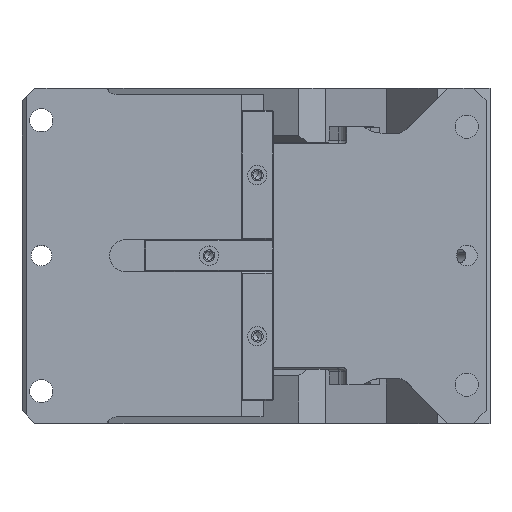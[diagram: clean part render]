
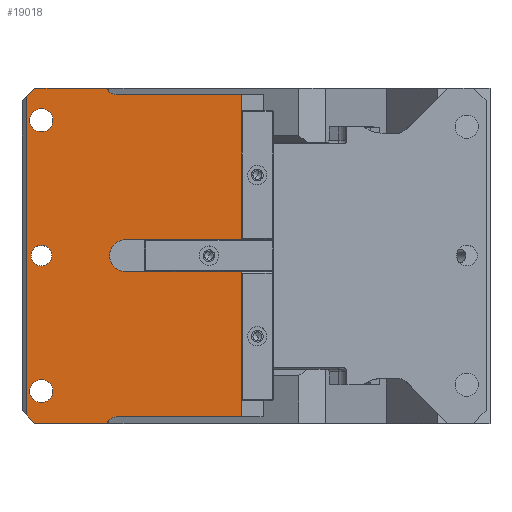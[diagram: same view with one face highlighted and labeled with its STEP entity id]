
A CAD part, top view. The second image highlights one B-rep face of the part: STEP entity #19018.
In plain terms, the highlighted planar face has unit normal (0, 0, 1).
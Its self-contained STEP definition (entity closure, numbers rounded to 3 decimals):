
#17844=CARTESIAN_POINT('Line Origine',(-316.5,0.,215.)) ;
#17848=CARTESIAN_POINT('Vertex',(-316.5,123.5,215.)) ;
#17850=CARTESIAN_POINT('Vertex',(-316.5,-123.5,215.)) ;
#17885=CARTESIAN_POINT('Vertex',(-310.,-130.,215.)) ;
#17888=CARTESIAN_POINT('Line Origine',(-315.,-125.,215.)) ;
#18571=CARTESIAN_POINT('Line Origine',(-315.,125.,215.)) ;
#18575=CARTESIAN_POINT('Vertex',(-310.,130.,215.)) ;
#18860=CARTESIAN_POINT('Axis2P3D Location',(-335.,0.,215.)) ;
#18865=CARTESIAN_POINT('Line Origine',(-282.208,130.,215.)) ;
#18869=CARTESIAN_POINT('Vertex',(-254.416,130.,215.)) ;
#18872=CARTESIAN_POINT('Line Origine',(-282.208,-130.,215.)) ;
#18876=CARTESIAN_POINT('Vertex',(-254.416,-130.,215.)) ;
#18879=CARTESIAN_POINT('Axis2P3D Location',(-247.,-133.,215.)) ;
#18883=CARTESIAN_POINT('Vertex',(-247.,-125.,215.)) ;
#18886=CARTESIAN_POINT('Line Origine',(-198.5,-125.,215.)) ;
#18890=CARTESIAN_POINT('Vertex',(-150.,-125.,215.)) ;
#18893=CARTESIAN_POINT('Line Origine',(-150.,-68.75,215.)) ;
#18897=CARTESIAN_POINT('Vertex',(-150.,-12.5,215.)) ;
#18900=CARTESIAN_POINT('Line Origine',(-194.75,-12.5,215.)) ;
#18904=CARTESIAN_POINT('Vertex',(-239.5,-12.5,215.)) ;
#18907=CARTESIAN_POINT('Axis2P3D Location',(-239.5,0.,215.)) ;
#18911=CARTESIAN_POINT('Vertex',(-252.,0.,215.)) ;
#18914=CARTESIAN_POINT('Axis2P3D Location',(-239.5,0.,215.)) ;
#18918=CARTESIAN_POINT('Vertex',(-239.5,12.5,215.)) ;
#18921=CARTESIAN_POINT('Line Origine',(-194.75,12.5,215.)) ;
#18925=CARTESIAN_POINT('Vertex',(-150.,12.5,215.)) ;
#18928=CARTESIAN_POINT('Line Origine',(-150.,68.75,215.)) ;
#18932=CARTESIAN_POINT('Vertex',(-150.,125.,215.)) ;
#18935=CARTESIAN_POINT('Line Origine',(-198.5,125.,215.)) ;
#18939=CARTESIAN_POINT('Vertex',(-247.,125.,215.)) ;
#18942=CARTESIAN_POINT('Axis2P3D Location',(-247.,133.,215.)) ;
#18964=CARTESIAN_POINT('Axis2P3D Location',(-305.,105.,215.)) ;
#18968=CARTESIAN_POINT('Vertex',(-296.,105.,215.)) ;
#18970=CARTESIAN_POINT('Vertex',(-314.,105.,215.)) ;
#18973=CARTESIAN_POINT('Axis2P3D Location',(-305.,105.,215.)) ;
#18982=CARTESIAN_POINT('Axis2P3D Location',(-305.,-105.,215.)) ;
#18986=CARTESIAN_POINT('Vertex',(-314.,-105.,215.)) ;
#18988=CARTESIAN_POINT('Vertex',(-296.,-105.,215.)) ;
#18991=CARTESIAN_POINT('Axis2P3D Location',(-305.,-105.,215.)) ;
#19000=CARTESIAN_POINT('Axis2P3D Location',(-305.,0.,215.)) ;
#19004=CARTESIAN_POINT('Vertex',(-313.,0.,215.)) ;
#19006=CARTESIAN_POINT('Vertex',(-297.,0.,215.)) ;
#19009=CARTESIAN_POINT('Axis2P3D Location',(-305.,0.,215.)) ;
#17845=DIRECTION('Vector Direction',(0.,-1.,0.)) ;
#17889=DIRECTION('Vector Direction',(0.707,-0.707,0.)) ;
#18572=DIRECTION('Vector Direction',(0.707,0.707,0.)) ;
#18861=DIRECTION('Axis2P3D Direction',(0.,0.,-1.)) ;
#18862=DIRECTION('Axis2P3D XDirection',(1.,0.,0.)) ;
#18866=DIRECTION('Vector Direction',(1.,0.,0.)) ;
#18873=DIRECTION('Vector Direction',(1.,0.,0.)) ;
#18880=DIRECTION('Axis2P3D Direction',(0.,0.,-1.)) ;
#18887=DIRECTION('Vector Direction',(-1.,0.,0.)) ;
#18894=DIRECTION('Vector Direction',(0.,1.,0.)) ;
#18901=DIRECTION('Vector Direction',(1.,0.,0.)) ;
#18908=DIRECTION('Axis2P3D Direction',(0.,0.,-1.)) ;
#18915=DIRECTION('Axis2P3D Direction',(0.,0.,-1.)) ;
#18922=DIRECTION('Vector Direction',(1.,0.,0.)) ;
#18929=DIRECTION('Vector Direction',(0.,-1.,0.)) ;
#18936=DIRECTION('Vector Direction',(-1.,0.,0.)) ;
#18943=DIRECTION('Axis2P3D Direction',(0.,0.,-1.)) ;
#18965=DIRECTION('Axis2P3D Direction',(0.,0.,-1.)) ;
#18974=DIRECTION('Axis2P3D Direction',(0.,0.,-1.)) ;
#18983=DIRECTION('Axis2P3D Direction',(0.,0.,-1.)) ;
#18992=DIRECTION('Axis2P3D Direction',(0.,0.,-1.)) ;
#19001=DIRECTION('Axis2P3D Direction',(0.,0.,-1.)) ;
#19010=DIRECTION('Axis2P3D Direction',(0.,0.,-1.)) ;
#18863=AXIS2_PLACEMENT_3D('Plane Axis2P3D',#18860,#18861,#18862) ;
#18881=AXIS2_PLACEMENT_3D('Circle Axis2P3D',#18879,#18880,$) ;
#18909=AXIS2_PLACEMENT_3D('Circle Axis2P3D',#18907,#18908,$) ;
#18916=AXIS2_PLACEMENT_3D('Circle Axis2P3D',#18914,#18915,$) ;
#18944=AXIS2_PLACEMENT_3D('Circle Axis2P3D',#18942,#18943,$) ;
#18966=AXIS2_PLACEMENT_3D('Circle Axis2P3D',#18964,#18965,$) ;
#18975=AXIS2_PLACEMENT_3D('Circle Axis2P3D',#18973,#18974,$) ;
#18984=AXIS2_PLACEMENT_3D('Circle Axis2P3D',#18982,#18983,$) ;
#18993=AXIS2_PLACEMENT_3D('Circle Axis2P3D',#18991,#18992,$) ;
#19002=AXIS2_PLACEMENT_3D('Circle Axis2P3D',#19000,#19001,$) ;
#19011=AXIS2_PLACEMENT_3D('Circle Axis2P3D',#19009,#19010,$) ;
#18948=ORIENTED_EDGE('',*,*,#18871,.F.) ;
#18949=ORIENTED_EDGE('',*,*,#18577,.F.) ;
#18950=ORIENTED_EDGE('',*,*,#17852,.T.) ;
#18951=ORIENTED_EDGE('',*,*,#17892,.T.) ;
#18952=ORIENTED_EDGE('',*,*,#18878,.T.) ;
#18953=ORIENTED_EDGE('',*,*,#18885,.T.) ;
#18954=ORIENTED_EDGE('',*,*,#18892,.F.) ;
#18955=ORIENTED_EDGE('',*,*,#18899,.T.) ;
#18956=ORIENTED_EDGE('',*,*,#18906,.F.) ;
#18957=ORIENTED_EDGE('',*,*,#18913,.T.) ;
#18958=ORIENTED_EDGE('',*,*,#18920,.T.) ;
#18959=ORIENTED_EDGE('',*,*,#18927,.T.) ;
#18960=ORIENTED_EDGE('',*,*,#18934,.F.) ;
#18961=ORIENTED_EDGE('',*,*,#18941,.T.) ;
#18962=ORIENTED_EDGE('',*,*,#18946,.T.) ;
#18979=ORIENTED_EDGE('',*,*,#18972,.T.) ;
#18980=ORIENTED_EDGE('',*,*,#18977,.T.) ;
#18997=ORIENTED_EDGE('',*,*,#18990,.T.) ;
#18998=ORIENTED_EDGE('',*,*,#18995,.T.) ;
#19015=ORIENTED_EDGE('',*,*,#19008,.T.) ;
#19016=ORIENTED_EDGE('',*,*,#19013,.T.) ;
#18981=FACE_BOUND('',#18978,.T.) ;
#18999=FACE_BOUND('',#18996,.T.) ;
#19017=FACE_BOUND('',#19014,.T.) ;
#17846=VECTOR('Line Direction',#17845,1.) ;
#17890=VECTOR('Line Direction',#17889,1.) ;
#18573=VECTOR('Line Direction',#18572,1.) ;
#18867=VECTOR('Line Direction',#18866,1.) ;
#18874=VECTOR('Line Direction',#18873,1.) ;
#18888=VECTOR('Line Direction',#18887,1.) ;
#18895=VECTOR('Line Direction',#18894,1.) ;
#18902=VECTOR('Line Direction',#18901,1.) ;
#18923=VECTOR('Line Direction',#18922,1.) ;
#18930=VECTOR('Line Direction',#18929,1.) ;
#18937=VECTOR('Line Direction',#18936,1.) ;
#19018=ADVANCED_FACE('SCHIEBERBETT',(#18963,#18981,#18999,#19017),#18864,.F.) ;
#18882=CIRCLE('generated circle',#18881,8.) ;
#18910=CIRCLE('generated circle',#18909,12.5) ;
#18917=CIRCLE('generated circle',#18916,12.5) ;
#18945=CIRCLE('generated circle',#18944,8.) ;
#18967=CIRCLE('generated circle',#18966,9.) ;
#18976=CIRCLE('generated circle',#18975,9.) ;
#18985=CIRCLE('generated circle',#18984,9.) ;
#18994=CIRCLE('generated circle',#18993,9.) ;
#19003=CIRCLE('generated circle',#19002,8.) ;
#19012=CIRCLE('generated circle',#19011,8.) ;
#17852=EDGE_CURVE('',#17849,#17851,#17847,.T.) ;
#17892=EDGE_CURVE('',#17851,#17886,#17891,.T.) ;
#18577=EDGE_CURVE('',#17849,#18576,#18574,.T.) ;
#18871=EDGE_CURVE('',#18576,#18870,#18868,.T.) ;
#18878=EDGE_CURVE('',#17886,#18877,#18875,.T.) ;
#18885=EDGE_CURVE('',#18877,#18884,#18882,.T.) ;
#18892=EDGE_CURVE('',#18891,#18884,#18889,.T.) ;
#18899=EDGE_CURVE('',#18891,#18898,#18896,.T.) ;
#18906=EDGE_CURVE('',#18905,#18898,#18903,.T.) ;
#18913=EDGE_CURVE('',#18905,#18912,#18910,.T.) ;
#18920=EDGE_CURVE('',#18912,#18919,#18917,.T.) ;
#18927=EDGE_CURVE('',#18919,#18926,#18924,.T.) ;
#18934=EDGE_CURVE('',#18933,#18926,#18931,.T.) ;
#18941=EDGE_CURVE('',#18933,#18940,#18938,.T.) ;
#18946=EDGE_CURVE('',#18940,#18870,#18945,.T.) ;
#18972=EDGE_CURVE('',#18969,#18971,#18967,.T.) ;
#18977=EDGE_CURVE('',#18971,#18969,#18976,.T.) ;
#18990=EDGE_CURVE('',#18987,#18989,#18985,.T.) ;
#18995=EDGE_CURVE('',#18989,#18987,#18994,.T.) ;
#19008=EDGE_CURVE('',#19005,#19007,#19003,.T.) ;
#19013=EDGE_CURVE('',#19007,#19005,#19012,.T.) ;
#18947=EDGE_LOOP('',(#18948,#18949,#18950,#18951,#18952,#18953,#18954,#18955,#18956,#18957,#18958,#18959,#18960,#18961,#18962)) ;
#18978=EDGE_LOOP('',(#18979,#18980)) ;
#18996=EDGE_LOOP('',(#18997,#18998)) ;
#19014=EDGE_LOOP('',(#19015,#19016)) ;
#18963=FACE_OUTER_BOUND('',#18947,.T.) ;
#17847=LINE('Line',#17844,#17846) ;
#17891=LINE('Line',#17888,#17890) ;
#18574=LINE('Line',#18571,#18573) ;
#18868=LINE('Line',#18865,#18867) ;
#18875=LINE('Line',#18872,#18874) ;
#18889=LINE('Line',#18886,#18888) ;
#18896=LINE('Line',#18893,#18895) ;
#18903=LINE('Line',#18900,#18902) ;
#18924=LINE('Line',#18921,#18923) ;
#18931=LINE('Line',#18928,#18930) ;
#18938=LINE('Line',#18935,#18937) ;
#18864=PLANE('',#18863) ;
#17849=VERTEX_POINT('',#17848) ;
#17851=VERTEX_POINT('',#17850) ;
#17886=VERTEX_POINT('',#17885) ;
#18576=VERTEX_POINT('',#18575) ;
#18870=VERTEX_POINT('',#18869) ;
#18877=VERTEX_POINT('',#18876) ;
#18884=VERTEX_POINT('',#18883) ;
#18891=VERTEX_POINT('',#18890) ;
#18898=VERTEX_POINT('',#18897) ;
#18905=VERTEX_POINT('',#18904) ;
#18912=VERTEX_POINT('',#18911) ;
#18919=VERTEX_POINT('',#18918) ;
#18926=VERTEX_POINT('',#18925) ;
#18933=VERTEX_POINT('',#18932) ;
#18940=VERTEX_POINT('',#18939) ;
#18969=VERTEX_POINT('',#18968) ;
#18971=VERTEX_POINT('',#18970) ;
#18987=VERTEX_POINT('',#18986) ;
#18989=VERTEX_POINT('',#18988) ;
#19005=VERTEX_POINT('',#19004) ;
#19007=VERTEX_POINT('',#19006) ;
